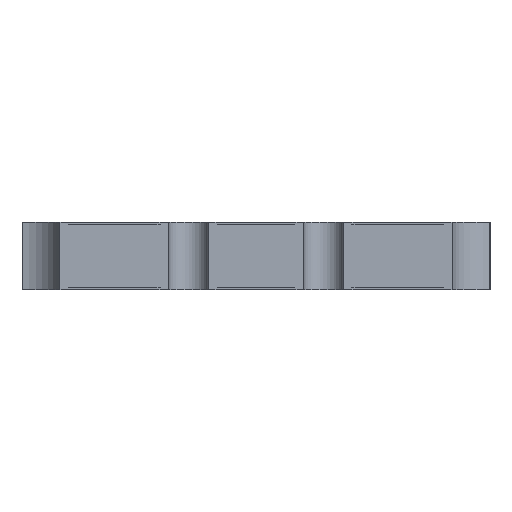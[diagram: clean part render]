
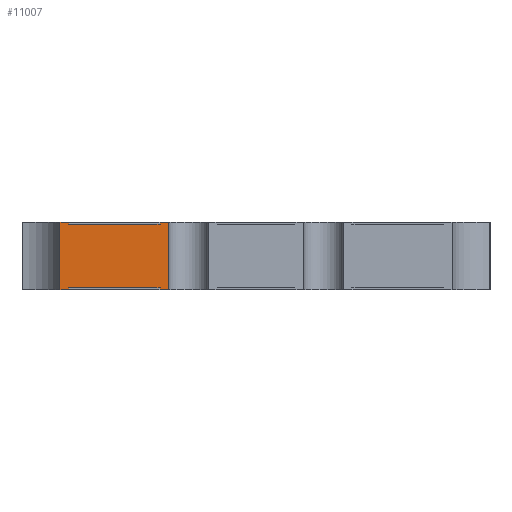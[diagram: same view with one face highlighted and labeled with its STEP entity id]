
A CAD part, left-side view. The second image highlights one B-rep face of the part: STEP entity #11007.
In plain terms, the highlighted planar face has unit normal (-1, 0, 0).
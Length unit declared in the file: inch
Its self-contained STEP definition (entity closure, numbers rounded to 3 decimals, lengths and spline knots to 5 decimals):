
#29 = VERTEX_POINT ( 'NONE', #16783 ) ;
#65 = EDGE_CURVE ( 'NONE', #29, #22792, #9512, .T. ) ;
#113 = DIRECTION ( 'NONE',  ( 0., 0., -1. ) ) ;
#253 = LINE ( 'NONE', #21701, #16360 ) ;
#708 = LINE ( 'NONE', #18412, #3632 ) ;
#1273 = VECTOR ( 'NONE', #113, 39.37008 ) ;
#1311 = VERTEX_POINT ( 'NONE', #12850 ) ;
#1321 = ORIENTED_EDGE ( 'NONE', *, *, #11438, .F. ) ;
#1473 = EDGE_CURVE ( 'NONE', #8596, #16792, #9906, .T. ) ;
#1488 = DIRECTION ( 'NONE',  ( 0., -1., 0. ) ) ;
#1634 = ORIENTED_EDGE ( 'NONE', *, *, #1473, .T. ) ;
#1665 = VERTEX_POINT ( 'NONE', #16014 ) ;
#1853 = EDGE_CURVE ( 'NONE', #9409, #2341, #20869, .T. ) ;
#2129 = DIRECTION ( 'NONE',  ( 0., 0., 1. ) ) ;
#2341 = VERTEX_POINT ( 'NONE', #12171 ) ;
#2716 = DIRECTION ( 'NONE',  ( 0., 0., 1. ) ) ;
#2998 = EDGE_CURVE ( 'NONE', #9641, #17295, #21641, .T. ) ;
#3632 = VECTOR ( 'NONE', #11499, 39.37008 ) ;
#3666 = CARTESIAN_POINT ( 'NONE',  ( -0.5, 0.10255, 0.002 ) ) ;
#3974 = CARTESIAN_POINT ( 'NONE',  ( -0.5, 0.09333, 0. ) ) ;
#4138 = VECTOR ( 'NONE', #7606, 39.37008 ) ;
#4257 = CARTESIAN_POINT ( 'NONE',  ( -0.5, 0.10255, 0.07 ) ) ;
#5134 = ORIENTED_EDGE ( 'NONE', *, *, #10143, .T. ) ;
#5156 = VERTEX_POINT ( 'NONE', #12036 ) ;
#5678 = EDGE_CURVE ( 'NONE', #5156, #1665, #253, .T. ) ;
#5737 = DIRECTION ( 'NONE',  ( 0., 1., 0. ) ) ;
#5778 = EDGE_CURVE ( 'NONE', #1665, #29, #708, .T. ) ;
#5931 = DIRECTION ( 'NONE',  ( 0., 1., 0. ) ) ;
#6101 = DIRECTION ( 'NONE',  ( 0., 0., -1. ) ) ;
#6641 = CARTESIAN_POINT ( 'NONE',  ( -0.5, 0.10255, 0.072 ) ) ;
#7155 = CARTESIAN_POINT ( 'NONE',  ( -0.5, 0.09333, 0.002 ) ) ;
#7606 = DIRECTION ( 'NONE',  ( 0., -1., 0. ) ) ;
#7879 = VECTOR ( 'NONE', #20939, 39.37008 ) ;
#8391 = LINE ( 'NONE', #12282, #7879 ) ;
#8596 = VERTEX_POINT ( 'NONE', #3666 ) ;
#8774 = VECTOR ( 'NONE', #13318, 39.37008 ) ;
#9164 = ORIENTED_EDGE ( 'NONE', *, *, #5678, .T. ) ;
#9409 = VERTEX_POINT ( 'NONE', #18330 ) ;
#9478 = EDGE_CURVE ( 'NONE', #10185, #17295, #13395, .T. ) ;
#9512 = LINE ( 'NONE', #22061, #21483 ) ;
#9641 = VERTEX_POINT ( 'NONE', #19372 ) ;
#9830 = CARTESIAN_POINT ( 'NONE',  ( -0.5, 0.10255, 0. ) ) ;
#9906 = LINE ( 'NONE', #10249, #8774 ) ;
#10143 = EDGE_CURVE ( 'NONE', #10185, #5156, #14645, .T. ) ;
#10185 = VERTEX_POINT ( 'NONE', #20029 ) ;
#10196 = DIRECTION ( 'NONE',  ( 0., 0., -1. ) ) ;
#10249 = CARTESIAN_POINT ( 'NONE',  ( -0.5, 0.10255, 0.002 ) ) ;
#11007 = ADVANCED_FACE ( 'NONE', ( #14571 ), #13046, .F. ) ;
#11128 = LINE ( 'NONE', #3974, #4138 ) ;
#11311 = CARTESIAN_POINT ( 'NONE',  ( -0.5, -0.254, 0.072 ) ) ;
#11420 = VECTOR ( 'NONE', #5931, 39.37008 ) ;
#11438 = EDGE_CURVE ( 'NONE', #9641, #1311, #21690, .T. ) ;
#11499 = DIRECTION ( 'NONE',  ( 0., 1., 0. ) ) ;
#11687 = ORIENTED_EDGE ( 'NONE', *, *, #21634, .T. ) ;
#12036 = CARTESIAN_POINT ( 'NONE',  ( -0.5, 0.20025, 0.07 ) ) ;
#12171 = CARTESIAN_POINT ( 'NONE',  ( -0.5, 0.20025, 0. ) ) ;
#12282 = CARTESIAN_POINT ( 'NONE',  ( -0.5, 0.10255, 0.002 ) ) ;
#12669 = CARTESIAN_POINT ( 'NONE',  ( -0.5, -0.254, 0.07 ) ) ;
#12850 = CARTESIAN_POINT ( 'NONE',  ( -0.5, 0.09333, 0. ) ) ;
#13046 = PLANE ( 'NONE',  #15124 ) ;
#13155 = EDGE_CURVE ( 'NONE', #16792, #1311, #18016, .T. ) ;
#13318 = DIRECTION ( 'NONE',  ( 0., 0., -1. ) ) ;
#13395 = LINE ( 'NONE', #4257, #14882 ) ;
#13812 = EDGE_LOOP ( 'NONE', ( #14137, #5134, #9164, #19546, #19839, #15851, #18131, #11687, #1634, #13828, #1321, #19434 ) ) ;
#13828 = ORIENTED_EDGE ( 'NONE', *, *, #13155, .T. ) ;
#13891 = VECTOR ( 'NONE', #1488, 39.37008 ) ;
#14137 = ORIENTED_EDGE ( 'NONE', *, *, #9478, .F. ) ;
#14571 = FACE_OUTER_BOUND ( 'NONE', #13812, .T. ) ;
#14645 = LINE ( 'NONE', #12669, #21136 ) ;
#14882 = VECTOR ( 'NONE', #2716, 39.37008 ) ;
#15124 = AXIS2_PLACEMENT_3D ( 'NONE', #16440, #18075, #18424 ) ;
#15851 = ORIENTED_EDGE ( 'NONE', *, *, #21353, .T. ) ;
#16014 = CARTESIAN_POINT ( 'NONE',  ( -0.5, 0.20025, 0.072 ) ) ;
#16360 = VECTOR ( 'NONE', #2129, 39.37008 ) ;
#16440 = CARTESIAN_POINT ( 'NONE',  ( -0.5, 0.09333, 0.002 ) ) ;
#16783 = CARTESIAN_POINT ( 'NONE',  ( -0.5, 0.20943, 0.072 ) ) ;
#16792 = VERTEX_POINT ( 'NONE', #9830 ) ;
#17032 = VECTOR ( 'NONE', #10196, 39.37008 ) ;
#17226 = CARTESIAN_POINT ( 'NONE',  ( -0.5, 0.20025, 0.002 ) ) ;
#17295 = VERTEX_POINT ( 'NONE', #6641 ) ;
#18016 = LINE ( 'NONE', #21301, #13891 ) ;
#18075 = DIRECTION ( 'NONE',  ( 1., 0., 0. ) ) ;
#18131 = ORIENTED_EDGE ( 'NONE', *, *, #1853, .F. ) ;
#18302 = CARTESIAN_POINT ( 'NONE',  ( -0.5, 0.20943, 0. ) ) ;
#18330 = CARTESIAN_POINT ( 'NONE',  ( -0.5, 0.20025, 0.002 ) ) ;
#18412 = CARTESIAN_POINT ( 'NONE',  ( -0.5, -0.254, 0.072 ) ) ;
#18424 = DIRECTION ( 'NONE',  ( 0., 0., -1. ) ) ;
#19372 = CARTESIAN_POINT ( 'NONE',  ( -0.5, 0.09333, 0.072 ) ) ;
#19434 = ORIENTED_EDGE ( 'NONE', *, *, #2998, .T. ) ;
#19546 = ORIENTED_EDGE ( 'NONE', *, *, #5778, .T. ) ;
#19839 = ORIENTED_EDGE ( 'NONE', *, *, #65, .T. ) ;
#20029 = CARTESIAN_POINT ( 'NONE',  ( -0.5, 0.10255, 0.07 ) ) ;
#20869 = LINE ( 'NONE', #17226, #17032 ) ;
#20939 = DIRECTION ( 'NONE',  ( 0., -1., 0. ) ) ;
#21136 = VECTOR ( 'NONE', #5737, 39.37008 ) ;
#21301 = CARTESIAN_POINT ( 'NONE',  ( -0.5, 0.09333, 0. ) ) ;
#21353 = EDGE_CURVE ( 'NONE', #22792, #2341, #11128, .T. ) ;
#21483 = VECTOR ( 'NONE', #6101, 39.37008 ) ;
#21634 = EDGE_CURVE ( 'NONE', #9409, #8596, #8391, .T. ) ;
#21641 = LINE ( 'NONE', #11311, #11420 ) ;
#21690 = LINE ( 'NONE', #7155, #1273 ) ;
#21701 = CARTESIAN_POINT ( 'NONE',  ( -0.5, 0.20025, 0.07 ) ) ;
#22061 = CARTESIAN_POINT ( 'NONE',  ( -0.5, 0.20943, 0.002 ) ) ;
#22792 = VERTEX_POINT ( 'NONE', #18302 ) ;
